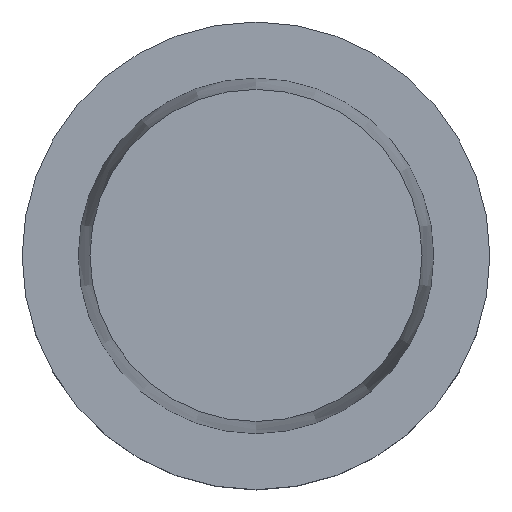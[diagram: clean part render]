
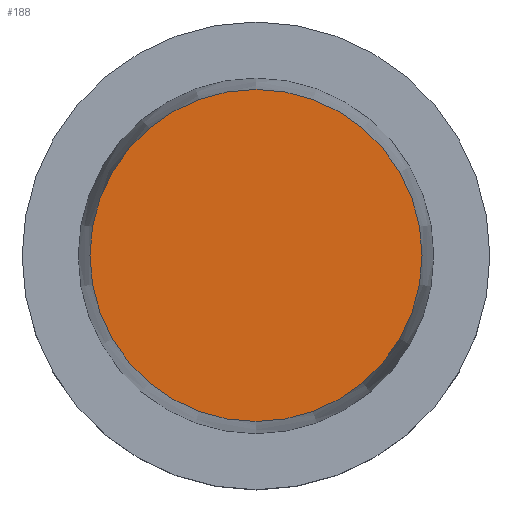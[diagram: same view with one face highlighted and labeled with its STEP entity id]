
A CAD part, top view. The second image highlights one B-rep face of the part: STEP entity #188.
In plain terms, the highlighted planar face has unit normal (0, 0, 1).
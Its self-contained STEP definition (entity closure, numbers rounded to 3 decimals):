
#127=EDGE_CURVE('Unnamed[1]',#292,#292,#293,.T.);
#188=ADVANCED_FACE('Unnamed[1]',(#387),#388,.T.);
#292=VERTEX_POINT('',#508);
#293=CIRCLE('',#509,35.5);
#387=FACE_OUTER_BOUND('',#626,.T.);
#388=PLANE('',#627);
#508=CARTESIAN_POINT('',(0.,35.5,50.0));
#509=AXIS2_PLACEMENT_3D('',#729,#730,#731);
#626=EDGE_LOOP('',(#838));
#627=AXIS2_PLACEMENT_3D('',#839,#840,#841);
#729=CARTESIAN_POINT('',(0.,0.,50.0));
#730=DIRECTION('',(0.,0.,-1.0));
#731=DIRECTION('',(0.,1.0,0.));
#838=ORIENTED_EDGE('',*,*,#127,.F.);
#839=CARTESIAN_POINT('',(0.,17.75,50.0));
#840=DIRECTION('',(0.,0.,1.0));
#841=DIRECTION('',(0.,-1.0,0.));
